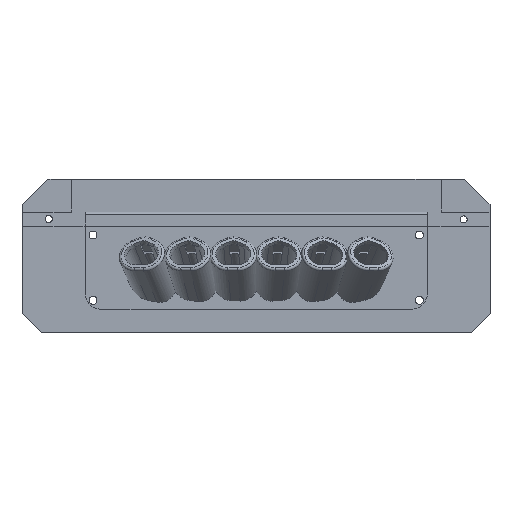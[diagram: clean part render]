
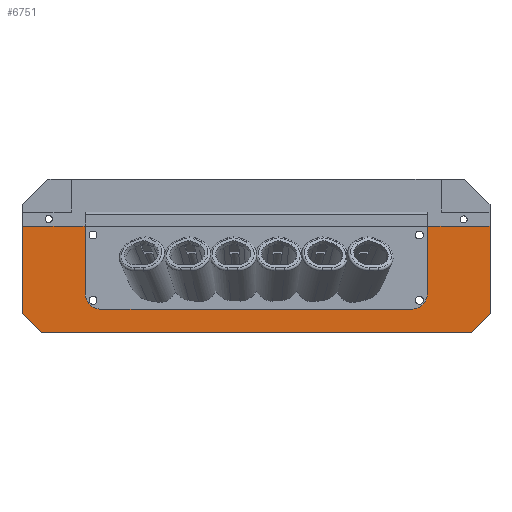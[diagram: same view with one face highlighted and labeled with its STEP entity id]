
A CAD part, front view. The second image highlights one B-rep face of the part: STEP entity #6751.
In plain terms, the highlighted planar face has unit normal (0, -1, 0).
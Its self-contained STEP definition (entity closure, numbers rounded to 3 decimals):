
#331=CIRCLE('',#7231,6.8);
#332=CIRCLE('',#7232,6.8);
#554=FACE_OUTER_BOUND('',#970,.T.);
#970=EDGE_LOOP('',(#4646,#4647,#4648,#4649,#4650,#4651,#4652,#4653,#4654,
#4655,#4656,#4657,#4658,#4659,#4660));
#1459=LINE('',#10183,#2159);
#1471=LINE('',#10213,#2171);
#1475=LINE('',#10220,#2175);
#1479=LINE('',#10227,#2179);
#1482=LINE('',#10233,#2182);
#1483=LINE('',#10235,#2183);
#1484=LINE('',#10237,#2184);
#1485=LINE('',#10239,#2185);
#1486=LINE('',#10241,#2186);
#1487=LINE('',#10243,#2187);
#1488=LINE('',#10247,#2188);
#1489=LINE('',#10251,#2189);
#1490=LINE('',#10252,#2190);
#2159=VECTOR('',#8064,10.);
#2171=VECTOR('',#8088,10.);
#2175=VECTOR('',#8094,10.);
#2179=VECTOR('',#8100,10.);
#2182=VECTOR('',#8105,1.);
#2183=VECTOR('',#8108,1.);
#2184=VECTOR('',#8109,10.);
#2185=VECTOR('',#8110,10.);
#2186=VECTOR('',#8111,10.);
#2187=VECTOR('',#8112,1.);
#2188=VECTOR('',#8115,1.);
#2189=VECTOR('',#8118,1.);
#2190=VECTOR('',#8119,10.);
#2915=VERTEX_POINT('',#10180);
#2916=VERTEX_POINT('',#10182);
#2927=VERTEX_POINT('',#10210);
#2928=VERTEX_POINT('',#10212);
#2930=VERTEX_POINT('',#10218);
#2932=VERTEX_POINT('',#10225);
#2934=VERTEX_POINT('',#10231);
#2935=VERTEX_POINT('',#10236);
#2936=VERTEX_POINT('',#10238);
#2937=VERTEX_POINT('',#10240);
#2938=VERTEX_POINT('',#10242);
#2939=VERTEX_POINT('',#10244);
#2940=VERTEX_POINT('',#10246);
#2941=VERTEX_POINT('',#10248);
#2942=VERTEX_POINT('',#10250);
#3569=EDGE_CURVE('',#2916,#2915,#1459,.F.);
#3583=EDGE_CURVE('',#2927,#2928,#1471,.T.);
#3587=EDGE_CURVE('',#2927,#2930,#1475,.T.);
#3591=EDGE_CURVE('',#2932,#2930,#1479,.T.);
#3594=EDGE_CURVE('',#2932,#2934,#1482,.T.);
#3595=EDGE_CURVE('',#2934,#2916,#1483,.T.);
#3596=EDGE_CURVE('',#2915,#2935,#1484,.F.);
#3597=EDGE_CURVE('',#2936,#2935,#1485,.T.);
#3598=EDGE_CURVE('',#2936,#2937,#1486,.T.);
#3599=EDGE_CURVE('',#2938,#2937,#1487,.T.);
#3600=EDGE_CURVE('',#2939,#2938,#331,.T.);
#3601=EDGE_CURVE('',#2940,#2939,#1488,.T.);
#3602=EDGE_CURVE('',#2941,#2940,#332,.T.);
#3603=EDGE_CURVE('',#2942,#2941,#1489,.T.);
#3604=EDGE_CURVE('',#2942,#2928,#1490,.T.);
#4646=ORIENTED_EDGE('',*,*,#3594,.T.);
#4647=ORIENTED_EDGE('',*,*,#3595,.T.);
#4648=ORIENTED_EDGE('',*,*,#3569,.T.);
#4649=ORIENTED_EDGE('',*,*,#3596,.T.);
#4650=ORIENTED_EDGE('',*,*,#3597,.F.);
#4651=ORIENTED_EDGE('',*,*,#3598,.T.);
#4652=ORIENTED_EDGE('',*,*,#3599,.F.);
#4653=ORIENTED_EDGE('',*,*,#3600,.F.);
#4654=ORIENTED_EDGE('',*,*,#3601,.F.);
#4655=ORIENTED_EDGE('',*,*,#3602,.F.);
#4656=ORIENTED_EDGE('',*,*,#3603,.F.);
#4657=ORIENTED_EDGE('',*,*,#3604,.T.);
#4658=ORIENTED_EDGE('',*,*,#3583,.F.);
#4659=ORIENTED_EDGE('',*,*,#3587,.T.);
#4660=ORIENTED_EDGE('',*,*,#3591,.F.);
#6512=PLANE('',#7230);
#6751=ADVANCED_FACE('',(#554),#6512,.T.);
#7230=AXIS2_PLACEMENT_3D('',#10234,#8106,#8107);
#7231=AXIS2_PLACEMENT_3D('',#10245,#8113,#8114);
#7232=AXIS2_PLACEMENT_3D('',#10249,#8116,#8117);
#8064=DIRECTION('',(-0.707,0.,-0.707));
#8088=DIRECTION('',(1.,0.,0.));
#8094=DIRECTION('',(-1.,0.,0.));
#8100=DIRECTION('',(0.,0.,1.));
#8105=DIRECTION('',(0.707,0.,-0.707));
#8106=DIRECTION('center_axis',(0.,-1.,0.));
#8107=DIRECTION('ref_axis',(0.,0.,-1.));
#8108=DIRECTION('',(1.,0.,0.));
#8109=DIRECTION('',(0.,0.,-1.));
#8110=DIRECTION('',(1.,0.,0.));
#8111=DIRECTION('',(-1.,0.,0.));
#8112=DIRECTION('',(0.,0.,1.));
#8113=DIRECTION('center_axis',(0.,-1.,0.));
#8114=DIRECTION('ref_axis',(0.,0.,-1.));
#8115=DIRECTION('',(1.,0.,0.));
#8116=DIRECTION('center_axis',(0.,-1.,0.));
#8117=DIRECTION('ref_axis',(0.,0.,-1.));
#8118=DIRECTION('',(0.,0.,-1.));
#8119=DIRECTION('',(-1.,0.,0.));
#10180=CARTESIAN_POINT('',(100.3,0.,-24.879));
#10182=CARTESIAN_POINT('',(92.179,0.,-33.));
#10183=CARTESIAN_POINT('',(79.664,0.,-45.514));
#10210=CARTESIAN_POINT('',(-100.3,0.,12.8));
#10212=CARTESIAN_POINT('',(-79.3,0.,12.8));
#10213=CARTESIAN_POINT('',(-79.3,0.,12.8));
#10218=CARTESIAN_POINT('',(-100.471,0.,12.8));
#10220=CARTESIAN_POINT('',(-100.3,0.,12.8));
#10225=CARTESIAN_POINT('',(-100.471,0.,-24.829));
#10227=CARTESIAN_POINT('',(-100.471,0.,16.5));
#10231=CARTESIAN_POINT('',(-92.3,0.,-33.));
#10233=CARTESIAN_POINT('',(-84.225,0.,-41.075));
#10234=CARTESIAN_POINT('Origin',(0.,0.,0.));
#10235=CARTESIAN_POINT('',(-79.3,0.,-33.));
#10236=CARTESIAN_POINT('',(100.3,0.,12.8));
#10237=CARTESIAN_POINT('',(100.3,0.,-16.5));
#10238=CARTESIAN_POINT('',(79.3,0.,12.8));
#10239=CARTESIAN_POINT('',(90.295,0.,12.8));
#10240=CARTESIAN_POINT('',(73.4,0.,12.8));
#10241=CARTESIAN_POINT('',(36.7,0.,12.8));
#10242=CARTESIAN_POINT('',(73.4,0.,-16.));
#10243=CARTESIAN_POINT('',(73.4,0.,9.85));
#10244=CARTESIAN_POINT('',(66.6,0.,-22.8));
#10245=CARTESIAN_POINT('Origin',(66.6,0.,-16.));
#10246=CARTESIAN_POINT('',(-66.6,0.,-22.8));
#10247=CARTESIAN_POINT('',(36.7,0.,-22.8));
#10248=CARTESIAN_POINT('',(-73.4,0.,-16.));
#10249=CARTESIAN_POINT('Origin',(-66.6,0.,-16.));
#10250=CARTESIAN_POINT('',(-73.4,0.,12.8));
#10251=CARTESIAN_POINT('',(-73.4,0.,-11.4));
#10252=CARTESIAN_POINT('',(-39.65,0.,12.8));
